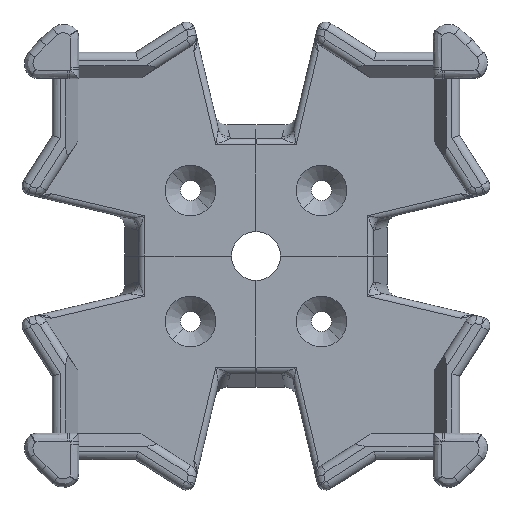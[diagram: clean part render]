
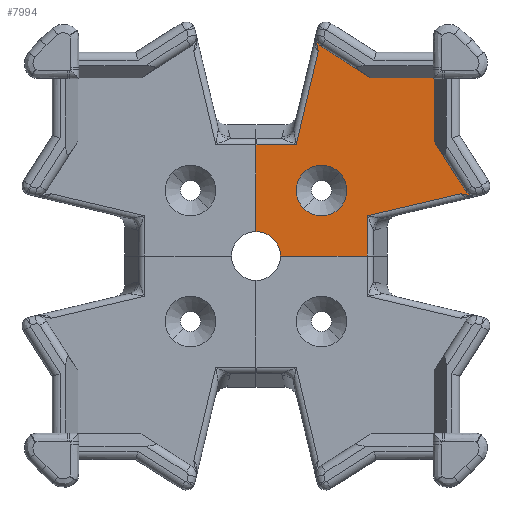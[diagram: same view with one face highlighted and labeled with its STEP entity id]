
A CAD part, top view. The second image highlights one B-rep face of the part: STEP entity #7994.
In plain terms, the highlighted planar face has unit normal (0, 0, 1).
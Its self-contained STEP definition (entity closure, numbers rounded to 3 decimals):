
#26=FACE_BOUND('',#1432,.T.);
#275=CIRCLE('',#8507,2.);
#283=CIRCLE('',#8534,4.15);
#293=CIRCLE('',#8568,2.);
#294=CIRCLE('',#8569,4.);
#295=CIRCLE('',#8570,4.15);
#938=FACE_OUTER_BOUND('',#1431,.T.);
#1431=EDGE_LOOP('',(#6687,#6688,#6689,#6690,#6691,#6692,#6693,#6694,#6695,
#6696,#6697,#6698,#6699,#6700,#6701,#6702,#6703,#6704,#6705));
#1432=EDGE_LOOP('',(#6706,#6707));
#1776=B_SPLINE_CURVE_WITH_KNOTS('',3,(#19601,#19602,#19603,#19604,#19605,
#19606,#19607,#19608),.UNSPECIFIED.,.F.,.F.,(4,2,2,4),(-0.234,
-0.233,-0.057,0.),.UNSPECIFIED.);
#1809=B_SPLINE_CURVE_WITH_KNOTS('',3,(#20749,#20750,#20751,#20752,#20753,
#20754,#20755,#20756),.UNSPECIFIED.,.F.,.F.,(4,2,2,4),(-0.234,
-0.233,-0.057,0.),.UNSPECIFIED.);
#2231=LINE('',#18934,#2855);
#2234=LINE('',#18939,#2858);
#2248=LINE('',#19048,#2872);
#2261=LINE('',#19090,#2885);
#2263=LINE('',#19677,#2887);
#2266=LINE('',#19684,#2890);
#2272=LINE('',#19699,#2896);
#2316=LINE('',#20735,#2940);
#2318=LINE('',#20739,#2942);
#2320=LINE('',#20743,#2944);
#2321=LINE('',#20745,#2945);
#2322=LINE('',#20758,#2946);
#2323=LINE('',#20760,#2947);
#2324=LINE('',#20762,#2948);
#2855=VECTOR('',#9746,10.);
#2858=VECTOR('',#9751,10.);
#2872=VECTOR('',#9799,10.);
#2885=VECTOR('',#9836,10.);
#2887=VECTOR('',#9854,1000.);
#2890=VECTOR('',#9861,1000.);
#2896=VECTOR('',#9875,10.);
#2940=VECTOR('',#9987,10.);
#2942=VECTOR('',#9991,10.);
#2944=VECTOR('',#9995,10.);
#2945=VECTOR('',#9996,10.);
#2946=VECTOR('',#9999,1000.);
#2947=VECTOR('',#10000,1000.);
#2948=VECTOR('',#10001,10.);
#3545=VERTEX_POINT('',#18932);
#3546=VERTEX_POINT('',#18933);
#3547=VERTEX_POINT('',#18938);
#3563=VERTEX_POINT('',#19045);
#3564=VERTEX_POINT('',#19047);
#3565=VERTEX_POINT('',#19051);
#3580=VERTEX_POINT('',#19333);
#3581=VERTEX_POINT('',#19600);
#3586=VERTEX_POINT('',#19681);
#3591=VERTEX_POINT('',#19698);
#3593=VERTEX_POINT('',#19728);
#3595=VERTEX_POINT('',#19732);
#3644=VERTEX_POINT('',#20734);
#3645=VERTEX_POINT('',#20738);
#3646=VERTEX_POINT('',#20742);
#3647=VERTEX_POINT('',#20744);
#3648=VERTEX_POINT('',#20746);
#3649=VERTEX_POINT('',#20748);
#3650=VERTEX_POINT('',#20757);
#3651=VERTEX_POINT('',#20759);
#3652=VERTEX_POINT('',#20761);
#4530=EDGE_CURVE('',#3545,#3546,#2231,.T.);
#4533=EDGE_CURVE('',#3546,#3547,#2234,.T.);
#4560=EDGE_CURVE('',#3563,#3564,#2248,.T.);
#4562=EDGE_CURVE('',#3564,#3565,#275,.T.);
#4578=EDGE_CURVE('',#3547,#3563,#2261,.T.);
#4587=EDGE_CURVE('',#3581,#3565,#1776,.T.);
#4592=EDGE_CURVE('',#3580,#3581,#2263,.T.);
#4596=EDGE_CURVE('',#3580,#3586,#2266,.T.);
#4603=EDGE_CURVE('',#3586,#3591,#2272,.T.);
#4609=EDGE_CURVE('',#3593,#3595,#283,.T.);
#4690=EDGE_CURVE('',#3545,#3644,#2316,.T.);
#4692=EDGE_CURVE('',#3644,#3645,#2318,.T.);
#4694=EDGE_CURVE('',#3645,#3646,#2320,.T.);
#4695=EDGE_CURVE('',#3646,#3647,#2321,.T.);
#4696=EDGE_CURVE('',#3647,#3648,#293,.T.);
#4697=EDGE_CURVE('',#3649,#3648,#1809,.T.);
#4698=EDGE_CURVE('',#3650,#3649,#2322,.T.);
#4699=EDGE_CURVE('',#3650,#3651,#2323,.T.);
#4700=EDGE_CURVE('',#3651,#3652,#2324,.T.);
#4701=EDGE_CURVE('',#3591,#3652,#294,.T.);
#4702=EDGE_CURVE('',#3593,#3595,#295,.T.);
#6687=ORIENTED_EDGE('',*,*,#4690,.T.);
#6688=ORIENTED_EDGE('',*,*,#4692,.T.);
#6689=ORIENTED_EDGE('',*,*,#4694,.T.);
#6690=ORIENTED_EDGE('',*,*,#4695,.T.);
#6691=ORIENTED_EDGE('',*,*,#4696,.T.);
#6692=ORIENTED_EDGE('',*,*,#4697,.F.);
#6693=ORIENTED_EDGE('',*,*,#4698,.F.);
#6694=ORIENTED_EDGE('',*,*,#4699,.T.);
#6695=ORIENTED_EDGE('',*,*,#4700,.T.);
#6696=ORIENTED_EDGE('',*,*,#4701,.F.);
#6697=ORIENTED_EDGE('',*,*,#4603,.F.);
#6698=ORIENTED_EDGE('',*,*,#4596,.F.);
#6699=ORIENTED_EDGE('',*,*,#4592,.T.);
#6700=ORIENTED_EDGE('',*,*,#4587,.T.);
#6701=ORIENTED_EDGE('',*,*,#4562,.F.);
#6702=ORIENTED_EDGE('',*,*,#4560,.F.);
#6703=ORIENTED_EDGE('',*,*,#4578,.F.);
#6704=ORIENTED_EDGE('',*,*,#4533,.F.);
#6705=ORIENTED_EDGE('',*,*,#4530,.F.);
#6706=ORIENTED_EDGE('',*,*,#4609,.T.);
#6707=ORIENTED_EDGE('',*,*,#4702,.F.);
#7603=PLANE('',#8567);
#7994=ADVANCED_FACE('',(#938,#26),#7603,.T.);
#8507=AXIS2_PLACEMENT_3D('',#19052,#9803,#9804);
#8534=AXIS2_PLACEMENT_3D('',#19734,#9884,#9885);
#8567=AXIS2_PLACEMENT_3D('',#20741,#9993,#9994);
#8568=AXIS2_PLACEMENT_3D('',#20747,#9997,#9998);
#8569=AXIS2_PLACEMENT_3D('',#20763,#10002,#10003);
#8570=AXIS2_PLACEMENT_3D('',#20764,#10004,#10005);
#9746=DIRECTION('',(1.,0.,0.));
#9751=DIRECTION('',(1.,0.,0.));
#9799=DIRECTION('',(0.537,-0.843,0.));
#9803=DIRECTION('center_axis',(0.,0.,1.));
#9804=DIRECTION('ref_axis',(0.048,-0.999,0.));
#9836=DIRECTION('',(0.,-1.,0.));
#9854=DIRECTION('',(0.973,0.229,0.));
#9861=DIRECTION('',(0.,-1.,0.));
#9875=DIRECTION('',(-1.,0.,0.));
#9884=DIRECTION('center_axis',(0.,0.,-1.));
#9885=DIRECTION('ref_axis',(0.,1.,0.));
#9987=DIRECTION('',(0.,1.,0.));
#9991=DIRECTION('',(0.,1.,0.));
#9993=DIRECTION('center_axis',(0.,0.,1.));
#9994=DIRECTION('ref_axis',(-1.,0.,0.));
#9995=DIRECTION('',(-1.,0.,0.));
#9996=DIRECTION('',(-0.843,0.537,0.));
#9997=DIRECTION('center_axis',(0.,0.,-1.));
#9998=DIRECTION('ref_axis',(-0.999,0.048,0.));
#9999=DIRECTION('',(0.229,0.973,0.));
#10000=DIRECTION('',(-1.,0.,0.));
#10001=DIRECTION('',(0.,-1.,0.));
#10002=DIRECTION('center_axis',(0.,0.,1.));
#10003=DIRECTION('ref_axis',(-0.924,-0.383,0.));
#10004=DIRECTION('center_axis',(0.,0.,1.));
#10005=DIRECTION('ref_axis',(1.,0.,0.));
#18932=CARTESIAN_POINT('',(-2.002,-35.102,6.1));
#18933=CARTESIAN_POINT('',(-1.897,-35.102,6.1));
#18934=CARTESIAN_POINT('',(-16.534,-35.102,6.1));
#18938=CARTESIAN_POINT('',(-1.87,-35.102,6.1));
#18939=CARTESIAN_POINT('',(-16.52,-35.102,6.1));
#19045=CARTESIAN_POINT('',(-1.87,-45.309,6.1));
#19047=CARTESIAN_POINT('',(3.312,-53.44,6.1));
#19048=CARTESIAN_POINT('',(0.787,-49.477,6.1));
#19051=CARTESIAN_POINT('',(4.611,-54.328,6.1));
#19052=CARTESIAN_POINT('Origin',(4.999,-52.366,6.1));
#19090=CARTESIAN_POINT('',(-1.87,-54.789,6.1));
#19333=CARTESIAN_POINT('',(-12.816,-57.58,6.1));
#19600=CARTESIAN_POINT('',(2.469,-53.978,6.1));
#19601=CARTESIAN_POINT('Ctrl Pts',(2.474,-53.986,6.1));
#19602=CARTESIAN_POINT('Ctrl Pts',(2.476,-53.987,6.1));
#19603=CARTESIAN_POINT('Ctrl Pts',(2.478,-53.987,6.1));
#19604=CARTESIAN_POINT('Ctrl Pts',(2.932,-54.112,6.1));
#19605=CARTESIAN_POINT('Ctrl Pts',(3.461,-54.155,6.1));
#19606=CARTESIAN_POINT('Ctrl Pts',(4.231,-54.261,6.1));
#19607=CARTESIAN_POINT('Ctrl Pts',(4.424,-54.291,6.1));
#19608=CARTESIAN_POINT('Ctrl Pts',(4.611,-54.328,6.1));
#19677=CARTESIAN_POINT('',(-15.051,-58.105,6.1));
#19681=CARTESIAN_POINT('',(-12.816,-64.185,6.1));
#19684=CARTESIAN_POINT('',(-12.816,-64.185,6.1));
#19698=CARTESIAN_POINT('',(-27.085,-64.185,6.1));
#19699=CARTESIAN_POINT('',(-29.127,-64.185,6.1));
#19728=CARTESIAN_POINT('',(-17.4,-50.5,6.1));
#19732=CARTESIAN_POINT('',(-23.269,-56.369,6.1));
#19734=CARTESIAN_POINT('Origin',(-20.334,-53.434,6.1));
#20734=CARTESIAN_POINT('',(-2.002,-34.997,6.1));
#20735=CARTESIAN_POINT('',(-2.002,-49.633,6.1));
#20738=CARTESIAN_POINT('',(-2.002,-34.97,6.1));
#20739=CARTESIAN_POINT('',(-2.002,-49.62,6.1));
#20741=CARTESIAN_POINT('Origin',(-31.17,-64.27,6.1));
#20742=CARTESIAN_POINT('',(-12.209,-34.97,6.1));
#20743=CARTESIAN_POINT('',(-21.689,-34.97,6.1));
#20744=CARTESIAN_POINT('',(-20.341,-29.787,6.1));
#20745=CARTESIAN_POINT('',(-16.378,-32.313,6.1));
#20746=CARTESIAN_POINT('',(-21.228,-28.488,6.1));
#20747=CARTESIAN_POINT('Origin',(-19.266,-28.101,6.1));
#20748=CARTESIAN_POINT('',(-20.878,-30.631,6.1));
#20749=CARTESIAN_POINT('Ctrl Pts',(-20.886,-30.625,
6.1));
#20750=CARTESIAN_POINT('Ctrl Pts',(-20.887,-30.623,6.1));
#20751=CARTESIAN_POINT('Ctrl Pts',(-20.888,-30.621,6.1));
#20752=CARTESIAN_POINT('Ctrl Pts',(-21.013,-30.168,
6.1));
#20753=CARTESIAN_POINT('Ctrl Pts',(-21.055,-29.639,
6.1));
#20754=CARTESIAN_POINT('Ctrl Pts',(-21.161,-28.869,
6.1));
#20755=CARTESIAN_POINT('Ctrl Pts',(-21.191,-28.676,
6.1));
#20756=CARTESIAN_POINT('Ctrl Pts',(-21.228,-28.488,
6.1));
#20757=CARTESIAN_POINT('',(-24.48,-45.916,6.1));
#20758=CARTESIAN_POINT('',(-25.005,-48.151,6.1));
#20759=CARTESIAN_POINT('',(-31.085,-45.916,6.1));
#20760=CARTESIAN_POINT('',(-31.085,-45.916,6.1));
#20761=CARTESIAN_POINT('',(-31.085,-60.185,6.1));
#20762=CARTESIAN_POINT('',(-31.085,-62.227,6.1));
#20763=CARTESIAN_POINT('Origin',(-31.085,-64.185,6.1));
#20764=CARTESIAN_POINT('Origin',(-20.334,-53.434,6.1));
